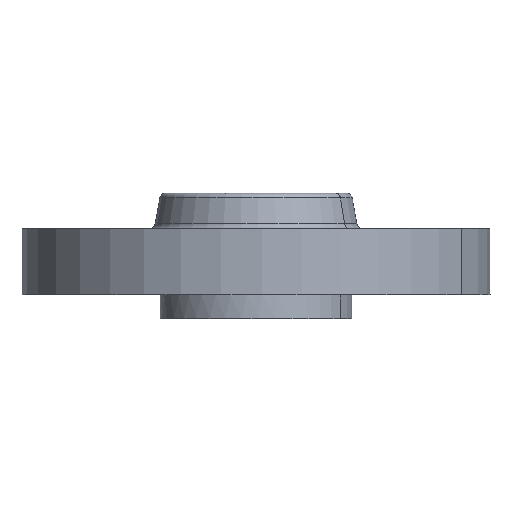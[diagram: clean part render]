
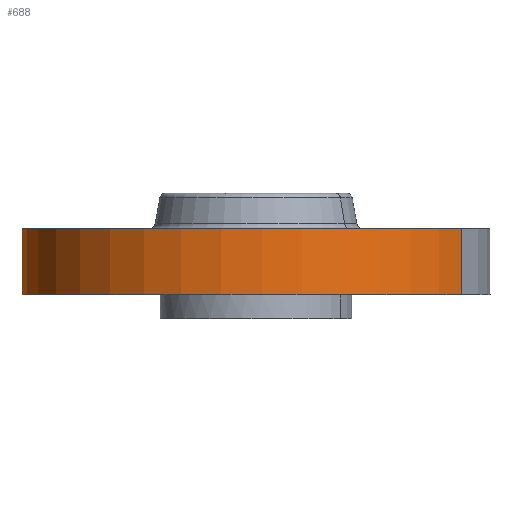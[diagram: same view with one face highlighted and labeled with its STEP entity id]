
A CAD part, left-side view. The second image highlights one B-rep face of the part: STEP entity #688.
In plain terms, the highlighted cylindrical face has radius 61.976 mm (diameter 123.952 mm), a partial arc.
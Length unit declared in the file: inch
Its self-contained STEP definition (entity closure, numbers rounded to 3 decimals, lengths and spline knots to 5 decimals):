
#496=AXIS2_PLACEMENT_3D('Circle Axis2P3D',#494,#495,$) ;
#661=AXIS2_PLACEMENT_3D('Cylinder Axis2P3D',#658,#659,#660) ;
#672=AXIS2_PLACEMENT_3D('Circle Axis2P3D',#670,#671,$) ;
#494=CARTESIAN_POINT('Axis2P3D Location',(0.,0.,0.)) ;
#498=CARTESIAN_POINT('Vertex',(-1.1698,-2.1413,0.)) ;
#500=CARTESIAN_POINT('Vertex',(1.1698,2.1413,0.)) ;
#658=CARTESIAN_POINT('Axis2P3D Location',(0.,0.,0.405)) ;
#663=CARTESIAN_POINT('Line Origine',(-1.1698,-2.1413,0.345)) ;
#667=CARTESIAN_POINT('Vertex',(-1.1698,-2.1413,0.69)) ;
#670=CARTESIAN_POINT('Axis2P3D Location',(0.,0.,0.69)) ;
#674=CARTESIAN_POINT('Vertex',(1.1698,2.1413,0.69)) ;
#677=CARTESIAN_POINT('Line Origine',(1.1698,2.1413,0.345)) ;
#495=DIRECTION('Axis2P3D Direction',(0.,0.,-0.039)) ;
#659=DIRECTION('Axis2P3D Direction',(0.,0.,-0.039)) ;
#660=DIRECTION('Axis2P3D XDirection',(-0.019,-0.035,0.)) ;
#664=DIRECTION('Vector Direction',(0.,0.,-0.039)) ;
#671=DIRECTION('Axis2P3D Direction',(0.,0.,-0.039)) ;
#678=DIRECTION('Vector Direction',(0.,0.,-0.039)) ;
#665=VECTOR('Line Direction',#664,0.03937) ;
#679=VECTOR('Line Direction',#678,0.03937) ;
#683=ORIENTED_EDGE('',*,*,#502,.F.) ;
#684=ORIENTED_EDGE('',*,*,#669,.T.) ;
#685=ORIENTED_EDGE('',*,*,#676,.T.) ;
#686=ORIENTED_EDGE('',*,*,#681,.F.) ;
#688=ADVANCED_FACE('PartBody',(#687),#662,.T.) ;
#497=CIRCLE('generated circle',#496,2.44) ;
#673=CIRCLE('generated circle',#672,2.44) ;
#662=CYLINDRICAL_SURFACE('generated cylinder',#661,2.44) ;
#502=EDGE_CURVE('',#499,#501,#497,.T.) ;
#669=EDGE_CURVE('',#499,#668,#666,.F.) ;
#676=EDGE_CURVE('',#668,#675,#673,.T.) ;
#681=EDGE_CURVE('',#501,#675,#680,.F.) ;
#682=EDGE_LOOP('',(#683,#684,#685,#686)) ;
#687=FACE_OUTER_BOUND('',#682,.T.) ;
#666=LINE('Line',#663,#665) ;
#680=LINE('Line',#677,#679) ;
#499=VERTEX_POINT('',#498) ;
#501=VERTEX_POINT('',#500) ;
#668=VERTEX_POINT('',#667) ;
#675=VERTEX_POINT('',#674) ;
